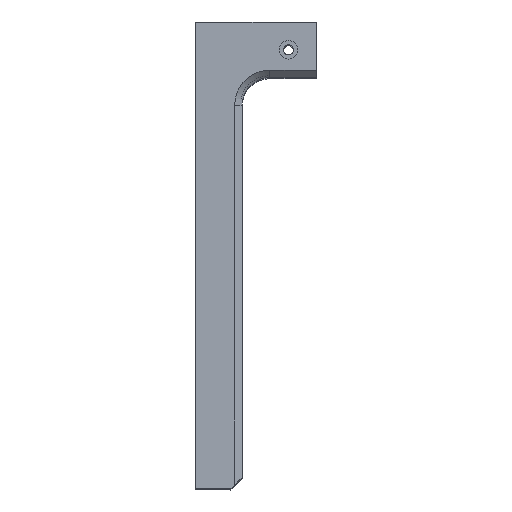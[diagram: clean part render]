
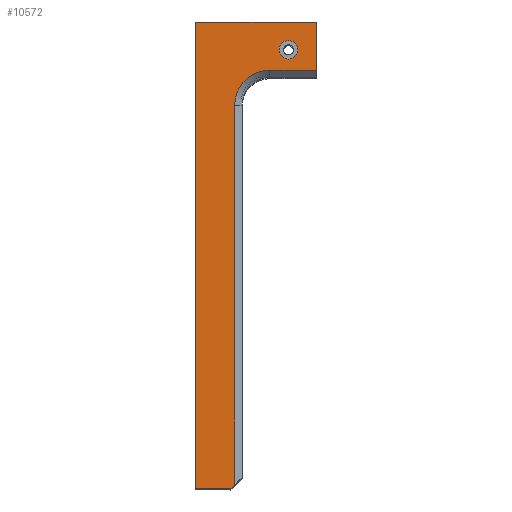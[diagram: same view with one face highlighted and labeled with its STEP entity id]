
A CAD part, top view. The second image highlights one B-rep face of the part: STEP entity #10572.
In plain terms, the highlighted planar face has unit normal (0, 0, 1).
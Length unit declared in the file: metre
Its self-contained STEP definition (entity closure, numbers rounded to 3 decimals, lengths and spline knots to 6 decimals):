
#224=B_SPLINE_CURVE_WITH_KNOTS('',3,(#14508,#14509,#14510,#14511),
 .UNSPECIFIED.,.F.,.F.,(4,4),(0.,0.997991),.UNSPECIFIED.);
#225=B_SPLINE_CURVE_WITH_KNOTS('',3,(#14515,#14516,#14517,#14518),
 .UNSPECIFIED.,.F.,.F.,(4,4),(0.002103,1.),.UNSPECIFIED.);
#226=B_SPLINE_CURVE_WITH_KNOTS('',3,(#14520,#14521,#14522,#14523),
 .UNSPECIFIED.,.F.,.F.,(4,4),(0.,1.),.UNSPECIFIED.);
#535=LINE('',#14493,#1583);
#536=LINE('',#14496,#1584);
#537=LINE('',#14498,#1585);
#538=LINE('',#14502,#1586);
#539=LINE('',#14504,#1587);
#540=LINE('',#14506,#1588);
#541=LINE('',#14513,#1589);
#1583=VECTOR('',#11911,1.);
#1584=VECTOR('',#11912,1.);
#1585=VECTOR('',#11913,1.);
#1586=VECTOR('',#11916,1.);
#1587=VECTOR('',#11917,1.);
#1588=VECTOR('',#11918,1.);
#1589=VECTOR('',#11919,1.);
#2631=ORIENTED_EDGE('',*,*,#5925,.T.);
#2632=ORIENTED_EDGE('',*,*,#5926,.T.);
#2633=ORIENTED_EDGE('',*,*,#5927,.T.);
#2634=ORIENTED_EDGE('',*,*,#5928,.F.);
#2635=ORIENTED_EDGE('',*,*,#5929,.F.);
#2636=ORIENTED_EDGE('',*,*,#5930,.F.);
#2637=ORIENTED_EDGE('',*,*,#5931,.F.);
#2638=ORIENTED_EDGE('',*,*,#5932,.F.);
#2639=ORIENTED_EDGE('',*,*,#5933,.T.);
#2640=ORIENTED_EDGE('',*,*,#5934,.T.);
#2641=ORIENTED_EDGE('',*,*,#5935,.F.);
#2642=ORIENTED_EDGE('',*,*,#5936,.F.);
#5925=EDGE_CURVE('',#7572,#7572,#8686,.T.);
#5926=EDGE_CURVE('',#7573,#7574,#535,.T.);
#5927=EDGE_CURVE('',#7574,#7575,#536,.T.);
#5928=EDGE_CURVE('',#7576,#7575,#537,.T.);
#5929=EDGE_CURVE('',#7577,#7576,#8687,.F.);
#5930=EDGE_CURVE('',#7578,#7577,#538,.T.);
#5931=EDGE_CURVE('',#7579,#7578,#539,.T.);
#5932=EDGE_CURVE('',#7580,#7579,#540,.T.);
#5933=EDGE_CURVE('',#7580,#7581,#224,.F.);
#5934=EDGE_CURVE('',#7581,#7582,#541,.T.);
#5935=EDGE_CURVE('',#7583,#7582,#225,.T.);
#5936=EDGE_CURVE('',#7573,#7583,#226,.F.);
#7572=VERTEX_POINT('',#14492);
#7573=VERTEX_POINT('',#14494);
#7574=VERTEX_POINT('',#14495);
#7575=VERTEX_POINT('',#14497);
#7576=VERTEX_POINT('',#14499);
#7577=VERTEX_POINT('',#14501);
#7578=VERTEX_POINT('',#14503);
#7579=VERTEX_POINT('',#14505);
#7580=VERTEX_POINT('',#14507);
#7581=VERTEX_POINT('',#14512);
#7582=VERTEX_POINT('',#14514);
#7583=VERTEX_POINT('',#14519);
#8686=CIRCLE('',#11139,0.005);
#8687=CIRCLE('',#11140,0.019);
#8968=EDGE_LOOP('',(#2631));
#8969=EDGE_LOOP('',(#2632,#2633,#2634,#2635,#2636,#2637,#2638,#2639,#2640,
#2641,#2642));
#9609=FACE_BOUND('',#8968,.T.);
#9610=FACE_BOUND('',#8969,.T.);
#10250=PLANE('',#11138);
#10572=ADVANCED_FACE('',(#9609,#9610),#10250,.T.);
#11138=AXIS2_PLACEMENT_3D('',#14490,#11907,#11908);
#11139=AXIS2_PLACEMENT_3D('',#14491,#11909,#11910);
#11140=AXIS2_PLACEMENT_3D('',#14500,#11914,#11915);
#11907=DIRECTION('',(0.,0.,1.));
#11908=DIRECTION('',(0.523,-0.852,0.));
#11909=DIRECTION('',(0.,0.,-1.));
#11910=DIRECTION('',(0.,1.,0.));
#11911=DIRECTION('',(1.,0.,0.));
#11912=DIRECTION('',(0.707,0.707,0.));
#11913=DIRECTION('',(0.,-1.,0.));
#11914=DIRECTION('',(0.,0.,-1.));
#11915=DIRECTION('',(0.,1.,0.));
#11916=DIRECTION('',(-1.,0.,0.));
#11917=DIRECTION('',(0.,-1.,0.));
#11918=DIRECTION('',(1.,0.,0.));
#11919=DIRECTION('',(0.,-1.,0.));
#14490=CARTESIAN_POINT('',(0.041328,0.032497,0.36));
#14491=CARTESIAN_POINT('',(0.064353,0.13269,0.36));
#14492=CARTESIAN_POINT('',(0.064353,0.13769,0.36));
#14493=CARTESIAN_POINT('',(0.025344,-0.104309,0.36));
#14494=CARTESIAN_POINT('',(0.014342,-0.104309,0.36));
#14495=CARTESIAN_POINT('',(0.033343,-0.104309,0.36));
#14496=CARTESIAN_POINT('',(0.105739,-0.03192,0.36));
#14497=CARTESIAN_POINT('',(0.035344,-0.102309,0.36));
#14498=CARTESIAN_POINT('',(0.035349,0.032498,0.36));
#14499=CARTESIAN_POINT('',(0.035353,0.102691,0.36));
#14500=CARTESIAN_POINT('',(0.054353,0.10269,0.36));
#14501=CARTESIAN_POINT('',(0.054352,0.12169,0.36));
#14502=CARTESIAN_POINT('',(0.041331,0.12169,0.36));
#14503=CARTESIAN_POINT('',(0.079352,0.121689,0.36));
#14504=CARTESIAN_POINT('',(0.079352,0.130105,0.36));
#14505=CARTESIAN_POINT('',(0.079353,0.147689,0.36));
#14506=CARTESIAN_POINT('',(0.063413,0.14769,0.36));
#14507=CARTESIAN_POINT('',(0.014354,0.147691,0.36));
#14508=CARTESIAN_POINT('',(0.014354,0.146691,0.36));
#14509=CARTESIAN_POINT('',(0.014354,0.147025,0.36));
#14510=CARTESIAN_POINT('',(0.014354,0.147358,0.36));
#14511=CARTESIAN_POINT('',(0.014354,0.147691,0.36));
#14512=CARTESIAN_POINT('',(0.014354,0.146691,0.36));
#14513=CARTESIAN_POINT('',(0.014354,0.146691,0.36));
#14514=CARTESIAN_POINT('',(0.014343,-0.101307,0.36));
#14515=CARTESIAN_POINT('',(0.014342,-0.102309,0.36));
#14516=CARTESIAN_POINT('',(0.014342,-0.101975,0.36));
#14517=CARTESIAN_POINT('',(0.014343,-0.101641,0.36));
#14518=CARTESIAN_POINT('',(0.014343,-0.101307,0.36));
#14519=CARTESIAN_POINT('',(0.014342,-0.102309,0.36));
#14520=CARTESIAN_POINT('',(0.014342,-0.102309,0.36));
#14521=CARTESIAN_POINT('',(0.014342,-0.102975,0.36));
#14522=CARTESIAN_POINT('',(0.014342,-0.103642,0.36));
#14523=CARTESIAN_POINT('',(0.014342,-0.104309,0.36));
